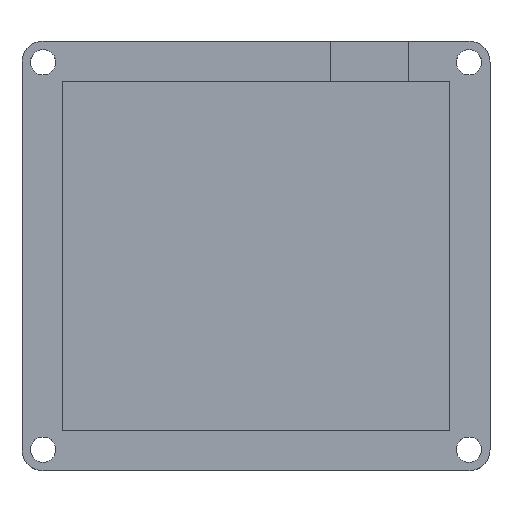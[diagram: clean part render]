
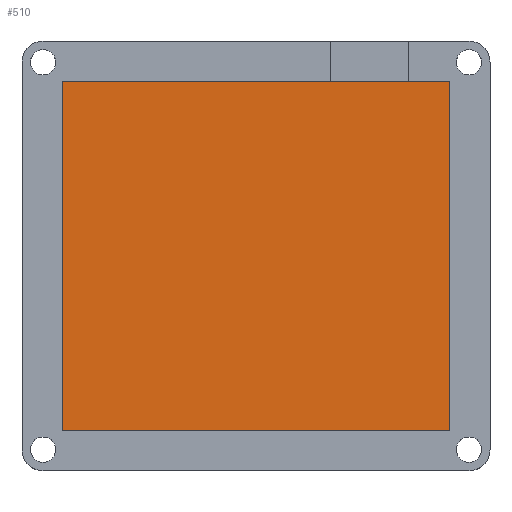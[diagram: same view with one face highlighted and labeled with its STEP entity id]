
A CAD part, top view. The second image highlights one B-rep face of the part: STEP entity #510.
In plain terms, the highlighted planar face has unit normal (0, 0, 1).
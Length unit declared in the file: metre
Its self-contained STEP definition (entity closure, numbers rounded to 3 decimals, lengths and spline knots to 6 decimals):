
#19=LINE('',#971,#59);
#35=LINE('',#1007,#75);
#38=LINE('',#1013,#78);
#44=LINE('',#1025,#84);
#59=VECTOR('',#820,1.);
#75=VECTOR('',#844,1.);
#78=VECTOR('',#849,1.);
#84=VECTOR('',#857,1.);
#101=PLANE('',#774);
#200=ORIENTED_EDGE('',*,*,#267,.T.);
#201=ORIENTED_EDGE('',*,*,#264,.T.);
#202=ORIENTED_EDGE('',*,*,#248,.T.);
#203=ORIENTED_EDGE('',*,*,#273,.F.);
#248=EDGE_CURVE('',#312,#313,#19,.T.);
#264=EDGE_CURVE('',#328,#312,#35,.T.);
#267=EDGE_CURVE('',#330,#328,#38,.T.);
#273=EDGE_CURVE('',#330,#313,#44,.T.);
#312=VERTEX_POINT('',#972);
#313=VERTEX_POINT('',#973);
#328=VERTEX_POINT('',#1008);
#330=VERTEX_POINT('',#1014);
#402=EDGE_LOOP('',(#200,#201,#202,#203));
#444=FACE_BOUND('',#402,.T.);
#510=ADVANCED_FACE('Face appearance 2',(#444),#101,.T.);
#774=AXIS2_PLACEMENT_3D('',#1061,#906,#907);
#820=DIRECTION('',(0.,1.,0.));
#844=DIRECTION('',(1.,0.,0.));
#849=DIRECTION('',(0.,-1.,0.));
#857=DIRECTION('',(1.,0.,0.));
#906=DIRECTION('',(0.,0.,1.));
#907=DIRECTION('',(1.,0.,0.));
#971=CARTESIAN_POINT('',(0.041931,-0.05129,0.003));
#972=CARTESIAN_POINT('',(0.041931,-0.067717,0.003));
#973=CARTESIAN_POINT('',(0.041931,0.015143,0.003));
#1007=CARTESIAN_POINT('',(-0.004054,-0.067717,0.003));
#1008=CARTESIAN_POINT('',(-0.050038,-0.067717,0.003));
#1013=CARTESIAN_POINT('',(-0.050038,-0.026287,0.003));
#1014=CARTESIAN_POINT('',(-0.050038,0.015143,0.003));
#1025=CARTESIAN_POINT('',(0.022916,0.015143,0.003));
#1061=CARTESIAN_POINT('',(-0.004054,-0.026287,0.003));
